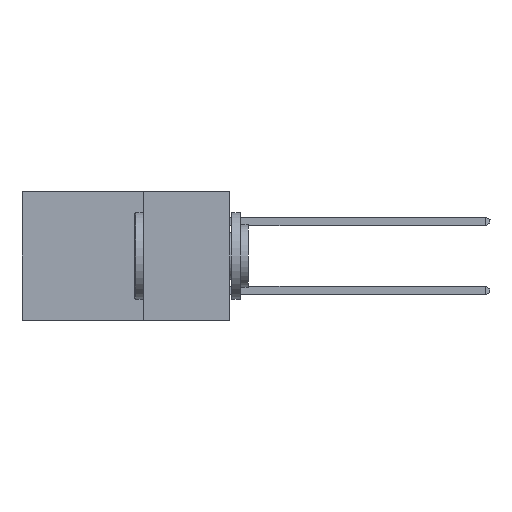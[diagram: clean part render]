
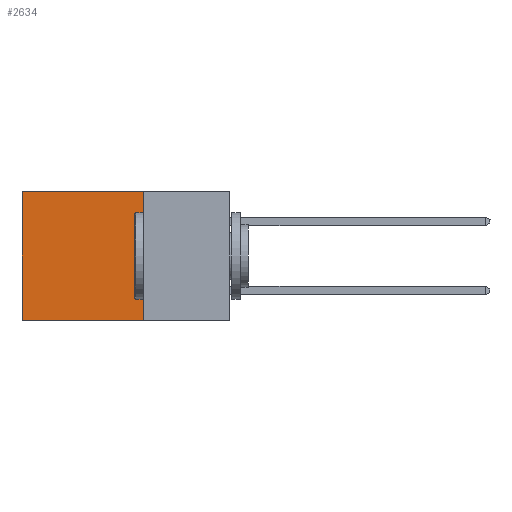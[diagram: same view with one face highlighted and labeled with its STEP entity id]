
A CAD part, left-side view. The second image highlights one B-rep face of the part: STEP entity #2634.
In plain terms, the highlighted planar face has unit normal (-1, 0, 0).
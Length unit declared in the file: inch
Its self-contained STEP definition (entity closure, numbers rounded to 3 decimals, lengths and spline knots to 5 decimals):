
#1127 = FACE_OUTER_BOUND ( 'NONE', #5549, .T. ) ;
#2200 = DIRECTION ( 'NONE',  ( 0., 1., 0. ) ) ;
#2395 = LINE ( 'NONE', #21951, #23581 ) ;
#2634 = ADVANCED_FACE ( 'NONE', ( #1127 ), #18026, .F. ) ;
#2991 = CARTESIAN_POINT ( 'NONE',  ( 0.298, 0.25, -0.37 ) ) ;
#3275 = AXIS2_PLACEMENT_3D ( 'NONE', #8190, #24026, #29724 ) ;
#3841 = LINE ( 'NONE', #4203, #16481 ) ;
#4203 = CARTESIAN_POINT ( 'NONE',  ( 0.298, 0.25, 0. ) ) ;
#5549 = EDGE_LOOP ( 'NONE', ( #5592, #5946, #30962, #30571 ) ) ;
#5592 = ORIENTED_EDGE ( 'NONE', *, *, #32878, .T. ) ;
#5946 = ORIENTED_EDGE ( 'NONE', *, *, #26164, .F. ) ;
#6327 = DIRECTION ( 'NONE',  ( 0., 0., -1. ) ) ;
#8190 = CARTESIAN_POINT ( 'NONE',  ( 0.298, 0.25, 0. ) ) ;
#10449 = VECTOR ( 'NONE', #32076, 39.37008 ) ;
#11293 = VERTEX_POINT ( 'NONE', #21949 ) ;
#13734 = LINE ( 'NONE', #26334, #10449 ) ;
#13946 = CARTESIAN_POINT ( 'NONE',  ( 0.298, 0.6, -0.37 ) ) ;
#14689 = DIRECTION ( 'NONE',  ( 0., 0., -1. ) ) ;
#16068 = VECTOR ( 'NONE', #2200, 39.37008 ) ;
#16481 = VECTOR ( 'NONE', #14689, 39.37008 ) ;
#16487 = VERTEX_POINT ( 'NONE', #13946 ) ;
#18026 = PLANE ( 'NONE',  #3275 ) ;
#19065 = EDGE_CURVE ( 'NONE', #28213, #11293, #13734, .T. ) ;
#20609 = EDGE_CURVE ( 'NONE', #28213, #29381, #3841, .T. ) ;
#21949 = CARTESIAN_POINT ( 'NONE',  ( 0.298, 0.6, 0. ) ) ;
#21951 = CARTESIAN_POINT ( 'NONE',  ( 0.298, 0.6, 0. ) ) ;
#23276 = CARTESIAN_POINT ( 'NONE',  ( 0.298, 0.25, -0.37 ) ) ;
#23395 = LINE ( 'NONE', #23276, #16068 ) ;
#23581 = VECTOR ( 'NONE', #6327, 39.37008 ) ;
#24026 = DIRECTION ( 'NONE',  ( 1., 0., 0. ) ) ;
#25873 = CARTESIAN_POINT ( 'NONE',  ( 0.298, 0.25, 0. ) ) ;
#26164 = EDGE_CURVE ( 'NONE', #29381, #16487, #23395, .T. ) ;
#26334 = CARTESIAN_POINT ( 'NONE',  ( 0.298, 0.25, 0. ) ) ;
#28213 = VERTEX_POINT ( 'NONE', #25873 ) ;
#29381 = VERTEX_POINT ( 'NONE', #2991 ) ;
#29724 = DIRECTION ( 'NONE',  ( 0., 0., -1. ) ) ;
#30571 = ORIENTED_EDGE ( 'NONE', *, *, #19065, .T. ) ;
#30962 = ORIENTED_EDGE ( 'NONE', *, *, #20609, .F. ) ;
#32076 = DIRECTION ( 'NONE',  ( 0., 1., 0. ) ) ;
#32878 = EDGE_CURVE ( 'NONE', #11293, #16487, #2395, .T. ) ;
